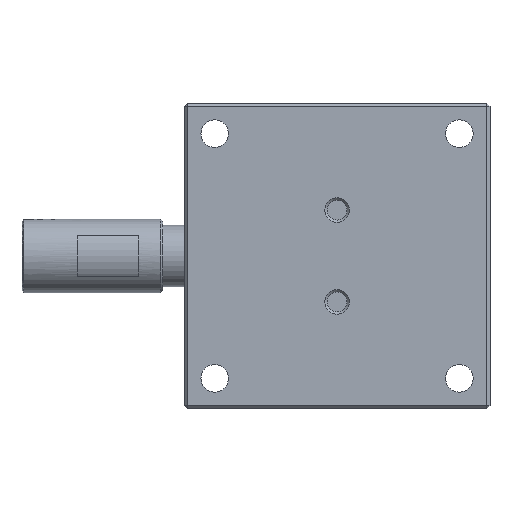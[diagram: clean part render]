
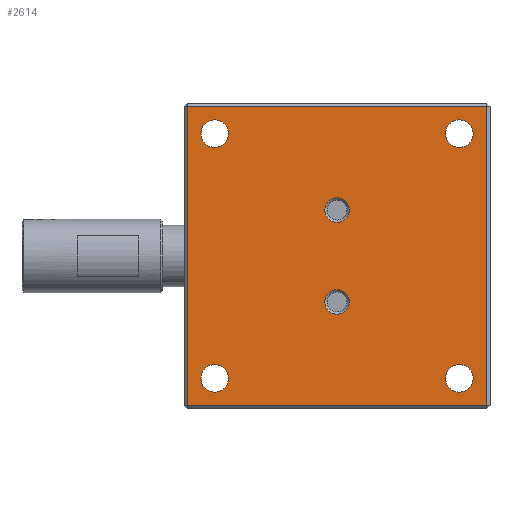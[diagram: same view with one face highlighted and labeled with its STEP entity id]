
A CAD part, front view. The second image highlights one B-rep face of the part: STEP entity #2614.
In plain terms, the highlighted planar face has unit normal (0, -1, 0).
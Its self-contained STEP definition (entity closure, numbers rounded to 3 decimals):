
#64 = VERTEX_POINT ( 'NONE', #5948 ) ;
#314 = CARTESIAN_POINT ( 'NONE',  ( 0., -8., 7.5 ) ) ;
#372 = DIRECTION ( 'NONE',  ( 0., 0., -1. ) ) ;
#414 = CARTESIAN_POINT ( 'NONE',  ( 0., -8., -7.5 ) ) ;
#492 = CARTESIAN_POINT ( 'NONE',  ( 0., -8., 0. ) ) ;
#569 = DIRECTION ( 'NONE',  ( -1., 0., 0. ) ) ;
#718 = EDGE_CURVE ( 'NONE', #3215, #3215, #4291, .T. ) ;
#1091 = AXIS2_PLACEMENT_3D ( 'NONE', #492, #7583, #2431 ) ;
#1142 = ORIENTED_EDGE ( 'NONE', *, *, #1540, .F. ) ;
#1156 = VECTOR ( 'NONE', #569, 1000. ) ;
#1216 = LINE ( 'NONE', #4486, #4195 ) ;
#1246 = CARTESIAN_POINT ( 'NONE',  ( 0., -8., -9.5 ) ) ;
#1299 = ORIENTED_EDGE ( 'NONE', *, *, #718, .F. ) ;
#1316 = VERTEX_POINT ( 'NONE', #6501 ) ;
#1361 = AXIS2_PLACEMENT_3D ( 'NONE', #314, #3470, #2879 ) ;
#1420 = CARTESIAN_POINT ( 'NONE',  ( 20., -8., -22.25 ) ) ;
#1502 = LINE ( 'NONE', #4571, #4595 ) ;
#1540 = EDGE_CURVE ( 'NONE', #2594, #2594, #8199, .T. ) ;
#1609 = CARTESIAN_POINT ( 'NONE',  ( -20., -8., 17.75 ) ) ;
#1754 = PLANE ( 'NONE',  #1091 ) ;
#1785 = AXIS2_PLACEMENT_3D ( 'NONE', #3703, #6312, #2445 ) ;
#1816 = VERTEX_POINT ( 'NONE', #2175 ) ;
#1861 = EDGE_CURVE ( 'NONE', #1316, #1316, #4165, .T. ) ;
#1873 = EDGE_LOOP ( 'NONE', ( #2522 ) ) ;
#1913 = CIRCLE ( 'NONE', #1785, 2.25 ) ;
#2148 = AXIS2_PLACEMENT_3D ( 'NONE', #3187, #5749, #8336 ) ;
#2175 = CARTESIAN_POINT ( 'NONE',  ( -24.5, -8., 24.5 ) ) ;
#2321 = ORIENTED_EDGE ( 'NONE', *, *, #3086, .F. ) ;
#2431 = DIRECTION ( 'NONE',  ( 0., 0., 1. ) ) ;
#2445 = DIRECTION ( 'NONE',  ( 0., 0., -1. ) ) ;
#2522 = ORIENTED_EDGE ( 'NONE', *, *, #8082, .F. ) ;
#2594 = VERTEX_POINT ( 'NONE', #1246 ) ;
#2614 = ADVANCED_FACE ( 'NONE', ( #6895, #6847, #8124, #3013, #8288, #4312, #5536 ), #1754, .F. ) ;
#2720 = CARTESIAN_POINT ( 'NONE',  ( -24.5, -8., 0. ) ) ;
#2735 = EDGE_LOOP ( 'NONE', ( #1142 ) ) ;
#2808 = EDGE_CURVE ( 'NONE', #7174, #1816, #6545, .T. ) ;
#2818 = AXIS2_PLACEMENT_3D ( 'NONE', #5696, #6370, #7697 ) ;
#2879 = DIRECTION ( 'NONE',  ( 0., 0., -1. ) ) ;
#3013 = FACE_BOUND ( 'NONE', #3132, .T. ) ;
#3086 = EDGE_CURVE ( 'NONE', #64, #64, #4317, .T. ) ;
#3132 = EDGE_LOOP ( 'NONE', ( #7871 ) ) ;
#3187 = CARTESIAN_POINT ( 'NONE',  ( 20., -8., -20. ) ) ;
#3215 = VERTEX_POINT ( 'NONE', #8327 ) ;
#3283 = ORIENTED_EDGE ( 'NONE', *, *, #4888, .F. ) ;
#3470 = DIRECTION ( 'NONE',  ( 0., -1., 0. ) ) ;
#3603 = VERTEX_POINT ( 'NONE', #7675 ) ;
#3617 = EDGE_CURVE ( 'NONE', #5917, #3603, #1216, .T. ) ;
#3695 = EDGE_CURVE ( 'NONE', #6077, #6077, #1913, .T. ) ;
#3703 = CARTESIAN_POINT ( 'NONE',  ( -20., -8., 20. ) ) ;
#3767 = EDGE_LOOP ( 'NONE', ( #1299 ) ) ;
#3836 = EDGE_CURVE ( 'NONE', #1816, #5917, #1502, .T. ) ;
#4088 = EDGE_LOOP ( 'NONE', ( #4532 ) ) ;
#4165 = CIRCLE ( 'NONE', #6999, 2.25 ) ;
#4181 = VECTOR ( 'NONE', #4475, 1000. ) ;
#4195 = VECTOR ( 'NONE', #7635, 1000. ) ;
#4206 = EDGE_LOOP ( 'NONE', ( #2321 ) ) ;
#4291 = CIRCLE ( 'NONE', #2818, 2.25 ) ;
#4312 = FACE_BOUND ( 'NONE', #4206, .T. ) ;
#4317 = CIRCLE ( 'NONE', #1361, 2. ) ;
#4350 = EDGE_LOOP ( 'NONE', ( #7299, #7076, #7106, #3283 ) ) ;
#4389 = LINE ( 'NONE', #8282, #1156 ) ;
#4475 = DIRECTION ( 'NONE',  ( 0., 0., 1. ) ) ;
#4486 = CARTESIAN_POINT ( 'NONE',  ( 24.5, -8., 0. ) ) ;
#4532 = ORIENTED_EDGE ( 'NONE', *, *, #1861, .F. ) ;
#4571 = CARTESIAN_POINT ( 'NONE',  ( 0., -8., 24.5 ) ) ;
#4595 = VECTOR ( 'NONE', #6640, 1000. ) ;
#4888 = EDGE_CURVE ( 'NONE', #3603, #7174, #4389, .T. ) ;
#5475 = CARTESIAN_POINT ( 'NONE',  ( 24.5, -8., 24.5 ) ) ;
#5536 = FACE_OUTER_BOUND ( 'NONE', #4350, .T. ) ;
#5696 = CARTESIAN_POINT ( 'NONE',  ( -20., -8., -20. ) ) ;
#5749 = DIRECTION ( 'NONE',  ( 0., -1., 0. ) ) ;
#5917 = VERTEX_POINT ( 'NONE', #5475 ) ;
#5948 = CARTESIAN_POINT ( 'NONE',  ( 0., -8., 5.5 ) ) ;
#6077 = VERTEX_POINT ( 'NONE', #1609 ) ;
#6201 = CARTESIAN_POINT ( 'NONE',  ( -24.5, -8., -24.5 ) ) ;
#6312 = DIRECTION ( 'NONE',  ( 0., -1., 0. ) ) ;
#6316 = CIRCLE ( 'NONE', #2148, 2.25 ) ;
#6370 = DIRECTION ( 'NONE',  ( 0., -1., 0. ) ) ;
#6501 = CARTESIAN_POINT ( 'NONE',  ( 20., -8., 17.75 ) ) ;
#6545 = LINE ( 'NONE', #2720, #4181 ) ;
#6635 = DIRECTION ( 'NONE',  ( 0., 0., -1. ) ) ;
#6640 = DIRECTION ( 'NONE',  ( 1., 0., 0. ) ) ;
#6847 = FACE_BOUND ( 'NONE', #4088, .T. ) ;
#6895 = FACE_BOUND ( 'NONE', #1873, .T. ) ;
#6983 = AXIS2_PLACEMENT_3D ( 'NONE', #414, #7589, #372 ) ;
#6999 = AXIS2_PLACEMENT_3D ( 'NONE', #7909, #7271, #6635 ) ;
#7076 = ORIENTED_EDGE ( 'NONE', *, *, #3836, .F. ) ;
#7106 = ORIENTED_EDGE ( 'NONE', *, *, #2808, .F. ) ;
#7174 = VERTEX_POINT ( 'NONE', #6201 ) ;
#7271 = DIRECTION ( 'NONE',  ( 0., -1., 0. ) ) ;
#7299 = ORIENTED_EDGE ( 'NONE', *, *, #3617, .F. ) ;
#7583 = DIRECTION ( 'NONE',  ( 0., 1., 0. ) ) ;
#7589 = DIRECTION ( 'NONE',  ( 0., -1., 0. ) ) ;
#7635 = DIRECTION ( 'NONE',  ( 0., 0., -1. ) ) ;
#7675 = CARTESIAN_POINT ( 'NONE',  ( 24.5, -8., -24.5 ) ) ;
#7697 = DIRECTION ( 'NONE',  ( 0., 0., -1. ) ) ;
#7839 = VERTEX_POINT ( 'NONE', #1420 ) ;
#7871 = ORIENTED_EDGE ( 'NONE', *, *, #3695, .F. ) ;
#7909 = CARTESIAN_POINT ( 'NONE',  ( 20., -8., 20. ) ) ;
#8082 = EDGE_CURVE ( 'NONE', #7839, #7839, #6316, .T. ) ;
#8124 = FACE_BOUND ( 'NONE', #3767, .T. ) ;
#8199 = CIRCLE ( 'NONE', #6983, 2. ) ;
#8282 = CARTESIAN_POINT ( 'NONE',  ( 0., -8., -24.5 ) ) ;
#8288 = FACE_BOUND ( 'NONE', #2735, .T. ) ;
#8327 = CARTESIAN_POINT ( 'NONE',  ( -20., -8., -22.25 ) ) ;
#8336 = DIRECTION ( 'NONE',  ( 0., 0., -1. ) ) ;
